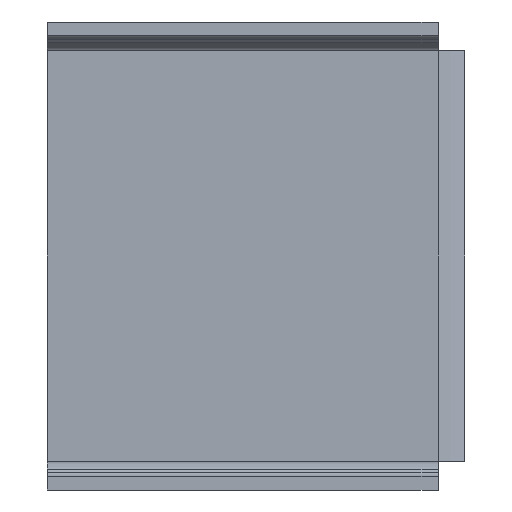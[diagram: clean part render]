
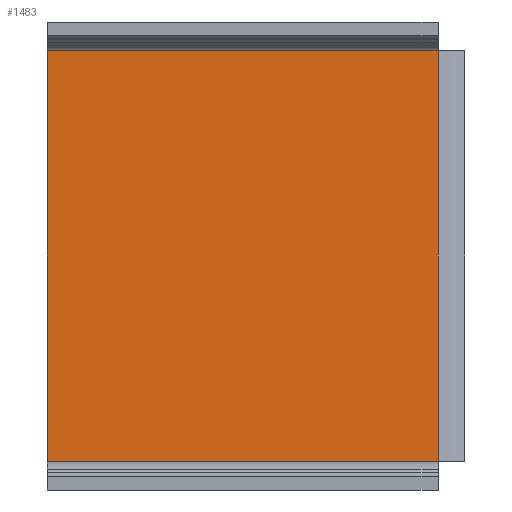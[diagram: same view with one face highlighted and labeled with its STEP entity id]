
A CAD part, left-side view. The second image highlights one B-rep face of the part: STEP entity #1483.
In plain terms, the highlighted planar face has unit normal (-1, 0, 0).
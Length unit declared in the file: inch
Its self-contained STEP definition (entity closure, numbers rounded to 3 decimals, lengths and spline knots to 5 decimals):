
#73=PLANE('',#1625);
#154=FACE_OUTER_BOUND('',#254,.T.);
#254=EDGE_LOOP('',(#1181,#1182,#1183,#1184));
#367=LINE('',#2438,#517);
#378=LINE('',#2471,#528);
#379=LINE('',#2474,#529);
#380=LINE('',#2475,#530);
#517=VECTOR('',#1873,0.3937);
#528=VECTOR('',#1902,0.3937);
#529=VECTOR('',#1905,0.3937);
#530=VECTOR('',#1906,0.3937);
#725=VERTEX_POINT('',#2435);
#726=VERTEX_POINT('',#2437);
#739=VERTEX_POINT('',#2469);
#740=VERTEX_POINT('',#2473);
#879=EDGE_CURVE('',#725,#726,#367,.T.);
#896=EDGE_CURVE('',#725,#739,#378,.T.);
#897=EDGE_CURVE('',#740,#739,#379,.T.);
#898=EDGE_CURVE('',#726,#740,#380,.T.);
#1181=ORIENTED_EDGE('',*,*,#896,.T.);
#1182=ORIENTED_EDGE('',*,*,#897,.F.);
#1183=ORIENTED_EDGE('',*,*,#898,.F.);
#1184=ORIENTED_EDGE('',*,*,#879,.F.);
#1483=ADVANCED_FACE('',(#154),#73,.T.);
#1625=AXIS2_PLACEMENT_3D('',#2472,#1903,#1904);
#1873=DIRECTION('',(0.,1.,0.));
#1902=DIRECTION('',(0.,0.,1.));
#1903=DIRECTION('center_axis',(-1.,0.,0.));
#1904=DIRECTION('ref_axis',(0.,-1.,0.));
#1905=DIRECTION('',(0.,-1.,0.));
#1906=DIRECTION('',(0.,0.,1.));
#2435=CARTESIAN_POINT('',(-2.625,-0.53173,-0.6));
#2437=CARTESIAN_POINT('',(-2.625,0.61,-0.6));
#2438=CARTESIAN_POINT('',(-2.625,-0.61,-0.6));
#2469=CARTESIAN_POINT('',(-2.625,-0.53173,0.6));
#2471=CARTESIAN_POINT('',(-2.625,-0.53173,0.));
#2472=CARTESIAN_POINT('Origin',(-2.625,0.61,0.));
#2473=CARTESIAN_POINT('',(-2.625,0.61,0.6));
#2474=CARTESIAN_POINT('',(-2.625,-0.61,0.6));
#2475=CARTESIAN_POINT('',(-2.625,0.61,0.));
